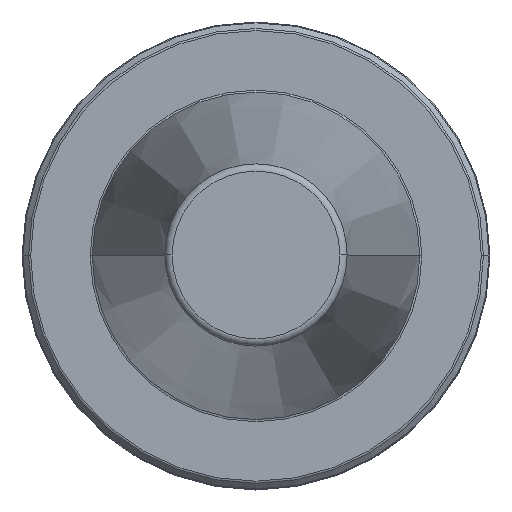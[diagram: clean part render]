
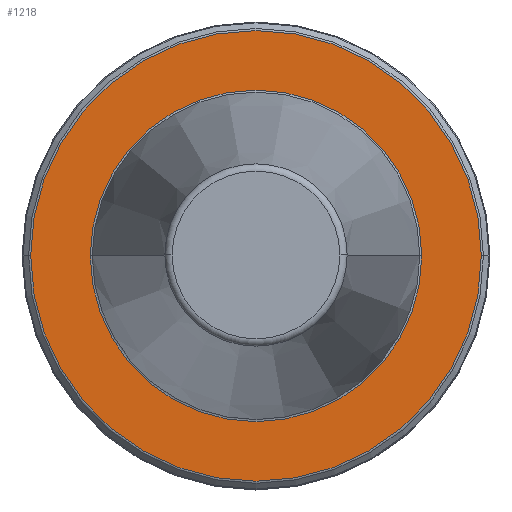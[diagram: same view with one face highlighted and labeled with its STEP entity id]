
A CAD part, top view. The second image highlights one B-rep face of the part: STEP entity #1218.
In plain terms, the highlighted planar face has unit normal (0, 0, 1).
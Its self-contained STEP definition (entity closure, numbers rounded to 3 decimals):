
#35 = ORIENTED_EDGE ( 'NONE', *, *, #281, .T. ) ;
#39 = AXIS2_PLACEMENT_3D ( 'NONE', #358, #1031, #458 ) ;
#55 = CARTESIAN_POINT ( 'NONE',  ( 0., 0., -3.2 ) ) ;
#58 = DIRECTION ( 'NONE',  ( 0., 0., 1. ) ) ;
#80 = DIRECTION ( 'NONE',  ( 1., 0., 0. ) ) ;
#121 = ORIENTED_EDGE ( 'NONE', *, *, #384, .F. ) ;
#170 = CARTESIAN_POINT ( 'NONE',  ( -22.5, 0., -3.2 ) ) ;
#194 = EDGE_LOOP ( 'NONE', ( #245, #35 ) ) ;
#245 = ORIENTED_EDGE ( 'NONE', *, *, #906, .T. ) ;
#281 = EDGE_CURVE ( 'NONE', #611, #427, #1116, .T. ) ;
#301 = DIRECTION ( 'NONE',  ( 1., 0., 0. ) ) ;
#325 = AXIS2_PLACEMENT_3D ( 'NONE', #399, #880, #301 ) ;
#344 = EDGE_CURVE ( 'NONE', #636, #347, #748, .T. ) ;
#347 = VERTEX_POINT ( 'NONE', #170 ) ;
#358 = CARTESIAN_POINT ( 'NONE',  ( 0., 0., -3.2 ) ) ;
#363 = CARTESIAN_POINT ( 'NONE',  ( 0., 0., -3.2 ) ) ;
#384 = EDGE_CURVE ( 'NONE', #347, #636, #471, .T. ) ;
#399 = CARTESIAN_POINT ( 'NONE',  ( 0., 0., -3.2 ) ) ;
#427 = VERTEX_POINT ( 'NONE', #1084 ) ;
#458 = DIRECTION ( 'NONE',  ( 1., 0., 0. ) ) ;
#464 = FACE_BOUND ( 'NONE', #863, .T. ) ;
#471 = CIRCLE ( 'NONE', #325, 22.5 ) ;
#472 = DIRECTION ( 'NONE',  ( 0., 0., 1. ) ) ;
#514 = CARTESIAN_POINT ( 'NONE',  ( 22.5, 0., -3.2 ) ) ;
#552 = AXIS2_PLACEMENT_3D ( 'NONE', #638, #58, #735 ) ;
#589 = AXIS2_PLACEMENT_3D ( 'NONE', #55, #472, #80 ) ;
#611 = VERTEX_POINT ( 'NONE', #913 ) ;
#636 = VERTEX_POINT ( 'NONE', #514 ) ;
#638 = CARTESIAN_POINT ( 'NONE',  ( 0., 0., -3.2 ) ) ;
#656 = AXIS2_PLACEMENT_3D ( 'NONE', #363, #850, #1237 ) ;
#735 = DIRECTION ( 'NONE',  ( 1., 0., 0. ) ) ;
#748 = CIRCLE ( 'NONE', #589, 22.5 ) ;
#850 = DIRECTION ( 'NONE',  ( 0., 0., 1. ) ) ;
#863 = EDGE_LOOP ( 'NONE', ( #1189, #121 ) ) ;
#880 = DIRECTION ( 'NONE',  ( 0., 0., 1. ) ) ;
#906 = EDGE_CURVE ( 'NONE', #427, #611, #914, .T. ) ;
#913 = CARTESIAN_POINT ( 'NONE',  ( -30.584, 0., -3.2 ) ) ;
#914 = CIRCLE ( 'NONE', #552, 30.584 ) ;
#940 = PLANE ( 'NONE',  #39 ) ;
#976 = FACE_OUTER_BOUND ( 'NONE', #194, .T. ) ;
#1031 = DIRECTION ( 'NONE',  ( 0., 0., 1. ) ) ;
#1084 = CARTESIAN_POINT ( 'NONE',  ( 30.584, 0., -3.2 ) ) ;
#1116 = CIRCLE ( 'NONE', #656, 30.584 ) ;
#1189 = ORIENTED_EDGE ( 'NONE', *, *, #344, .F. ) ;
#1218 = ADVANCED_FACE ( 'NONE', ( #976, #464 ), #940, .T. ) ;
#1237 = DIRECTION ( 'NONE',  ( 1., 0., 0. ) ) ;
